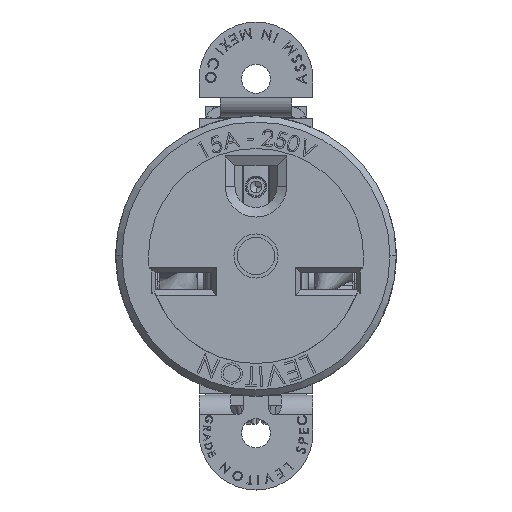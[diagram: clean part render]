
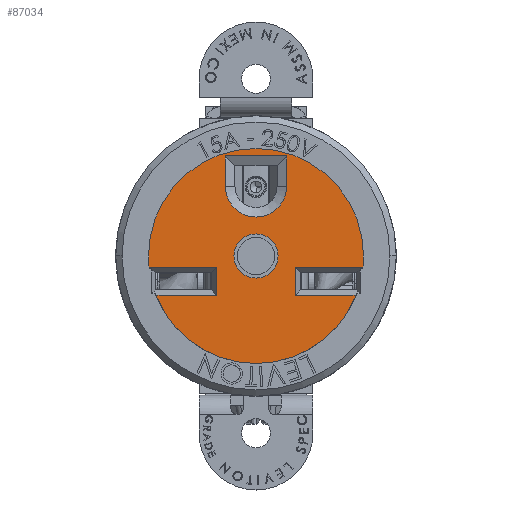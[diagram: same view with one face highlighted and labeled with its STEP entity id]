
A CAD part, top view. The second image highlights one B-rep face of the part: STEP entity #87034.
In plain terms, the highlighted planar face has unit normal (0, 0, 1).
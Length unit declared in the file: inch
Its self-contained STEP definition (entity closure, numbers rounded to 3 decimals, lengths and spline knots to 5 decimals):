
#308 = ORIENTED_EDGE ( 'NONE', *, *, #72911, .T. ) ;
#807 = DIRECTION ( 'NONE',  ( 1., 0., 0. ) ) ;
#1198 = CARTESIAN_POINT ( 'NONE',  ( 0.28498, 1.14143, 2.09932 ) ) ;
#1449 = DIRECTION ( 'NONE',  ( 0., 0., 1. ) ) ;
#1920 = VECTOR ( 'NONE', #38767, 39.37008 ) ;
#2551 = DIRECTION ( 'NONE',  ( 1., 0., 0. ) ) ;
#3242 = DIRECTION ( 'NONE',  ( -1., 0., 0. ) ) ;
#3417 = CARTESIAN_POINT ( 'NONE',  ( 0.54498, 0.79843, 2.09932 ) ) ;
#4437 = ORIENTED_EDGE ( 'NONE', *, *, #20291, .T. ) ;
#7446 = LINE ( 'NONE', #91351, #41375 ) ;
#7628 = CARTESIAN_POINT ( 'NONE',  ( 0.24162, 0.63093, 2.09932 ) ) ;
#8211 = EDGE_CURVE ( 'NONE', #14638, #42044, #7446, .T. ) ;
#8962 = ORIENTED_EDGE ( 'NONE', *, *, #41538, .T. ) ;
#11429 = EDGE_CURVE ( 'NONE', #43976, #66020, #29600, .T. ) ;
#11534 = ORIENTED_EDGE ( 'NONE', *, *, #45639, .T. ) ;
#12591 = DIRECTION ( 'NONE',  ( -1., 0., 0. ) ) ;
#13288 = EDGE_CURVE ( 'NONE', #42044, #108125, #104135, .T. ) ;
#14638 = VERTEX_POINT ( 'NONE', #99448 ) ;
#15271 = CARTESIAN_POINT ( 'NONE',  ( 0.32698, 0.79843, 2.09932 ) ) ;
#16610 = EDGE_CURVE ( 'NONE', #73467, #53929, #72917, .T. ) ;
#16857 = VECTOR ( 'NONE', #25148, 39.37008 ) ;
#17989 = VERTEX_POINT ( 'NONE', #18507 ) ;
#18507 = CARTESIAN_POINT ( 'NONE',  ( 0.96409, 0.74307, 2.09932 ) ) ;
#19164 = VECTOR ( 'NONE', #12591, 39.37008 ) ;
#19391 = DIRECTION ( 'NONE',  ( 0., 0., 1. ) ) ;
#19879 = CIRCLE ( 'NONE', #66154, 0.531 ) ;
#20291 = EDGE_CURVE ( 'NONE', #42582, #14638, #48941, .T. ) ;
#21098 = EDGE_CURVE ( 'NONE', #41628, #78794, #101954, .T. ) ;
#22165 = VERTEX_POINT ( 'NONE', #30169 ) ;
#22668 = CARTESIAN_POINT ( 'NONE',  ( -0.09212, 0.74307, 2.09932 ) ) ;
#24160 = CARTESIAN_POINT ( 'NONE',  ( 0.58698, 1.14143, 2.09932 ) ) ;
#24272 = AXIS2_PLACEMENT_3D ( 'NONE', #68646, #76276, #43744 ) ;
#24929 = CARTESIAN_POINT ( 'NONE',  ( 0.21448, 0.74307, 2.09932 ) ) ;
#25148 = DIRECTION ( 'NONE',  ( 0., -1., 0. ) ) ;
#25169 = DIRECTION ( 'NONE',  ( 0., 0., 1. ) ) ;
#26015 = ORIENTED_EDGE ( 'NONE', *, *, #16610, .F. ) ;
#26282 = CIRCLE ( 'NONE', #65026, 0.109 ) ;
#27739 = AXIS2_PLACEMENT_3D ( 'NONE', #33403, #69472, #45315 ) ;
#28011 = ORIENTED_EDGE ( 'NONE', *, *, #54034, .T. ) ;
#28150 = EDGE_CURVE ( 'NONE', #53929, #73467, #26282, .T. ) ;
#28331 = LINE ( 'NONE', #55719, #19164 ) ;
#28691 = CARTESIAN_POINT ( 'NONE',  ( 0.63035, 0.60379, 2.09932 ) ) ;
#28899 = CARTESIAN_POINT ( 'NONE',  ( 0.43598, 0.79843, 2.09932 ) ) ;
#29313 = AXIS2_PLACEMENT_3D ( 'NONE', #38656, #81016, #96238 ) ;
#29600 = CIRCLE ( 'NONE', #80677, 0.531 ) ;
#30169 = CARTESIAN_POINT ( 'NONE',  ( 0.24162, 0.74307, 2.09932 ) ) ;
#30183 = VECTOR ( 'NONE', #807, 39.37008 ) ;
#33403 = CARTESIAN_POINT ( 'NONE',  ( 0.43598, 0.79843, 2.09932 ) ) ;
#34627 = CARTESIAN_POINT ( 'NONE',  ( 0.43598, 0.79843, 2.09932 ) ) ;
#36552 = DIRECTION ( 'NONE',  ( 1., 0., 0. ) ) ;
#36991 = DIRECTION ( 'NONE',  ( 0., 0., 1. ) ) ;
#37526 = VERTEX_POINT ( 'NONE', #102131 ) ;
#38656 = CARTESIAN_POINT ( 'NONE',  ( 0.43598, 0.79843, 2.09932 ) ) ;
#38767 = DIRECTION ( 'NONE',  ( 0., 1., 0. ) ) ;
#39138 = ORIENTED_EDGE ( 'NONE', *, *, #42243, .T. ) ;
#40456 = ORIENTED_EDGE ( 'NONE', *, *, #21098, .T. ) ;
#40821 = LINE ( 'NONE', #101546, #60484 ) ;
#41375 = VECTOR ( 'NONE', #41385, 39.37008 ) ;
#41385 = DIRECTION ( 'NONE',  ( 1., 0., 0. ) ) ;
#41538 = EDGE_CURVE ( 'NONE', #56351, #17989, #78586, .T. ) ;
#41628 = VERTEX_POINT ( 'NONE', #53781 ) ;
#42044 = VERTEX_POINT ( 'NONE', #75203 ) ;
#42243 = EDGE_CURVE ( 'NONE', #108125, #42582, #49599, .T. ) ;
#42582 = VERTEX_POINT ( 'NONE', #1198 ) ;
#43744 = DIRECTION ( 'NONE',  ( 1., 0., 0. ) ) ;
#43976 = VERTEX_POINT ( 'NONE', #68481 ) ;
#45315 = DIRECTION ( 'NONE',  ( 1., 0., 0. ) ) ;
#45639 = EDGE_CURVE ( 'NONE', #76575, #22165, #49200, .T. ) ;
#45814 = CARTESIAN_POINT ( 'NONE',  ( 0.58698, 1.14143, 2.09932 ) ) ;
#45973 = CARTESIAN_POINT ( 'NONE',  ( 0.63035, 0.74307, 2.09932 ) ) ;
#46047 = EDGE_LOOP ( 'NONE', ( #26015, #62605 ) ) ;
#46643 = FACE_BOUND ( 'NONE', #46047, .T. ) ;
#48941 = LINE ( 'NONE', #88733, #1920 ) ;
#49200 = LINE ( 'NONE', #24929, #81819 ) ;
#49599 = CIRCLE ( 'NONE', #24272, 0.151 ) ;
#50871 = CARTESIAN_POINT ( 'NONE',  ( 0.93248, 0.74307, 2.09932 ) ) ;
#53287 = CARTESIAN_POINT ( 'NONE',  ( 0.65748, 0.60379, 2.09932 ) ) ;
#53781 = CARTESIAN_POINT ( 'NONE',  ( 0.93002, 0.60379, 2.09932 ) ) ;
#53929 = VERTEX_POINT ( 'NONE', #15271 ) ;
#54034 = EDGE_CURVE ( 'NONE', #22165, #88357, #88687, .T. ) ;
#54068 = DIRECTION ( 'NONE',  ( 1., 0., 0. ) ) ;
#54592 = CARTESIAN_POINT ( 'NONE',  ( 0.43598, 0.79843, 2.09932 ) ) ;
#55289 = ORIENTED_EDGE ( 'NONE', *, *, #13288, .T. ) ;
#55719 = CARTESIAN_POINT ( 'NONE',  ( -0.06052, 0.60379, 2.09932 ) ) ;
#55833 = EDGE_CURVE ( 'NONE', #37526, #41628, #68562, .T. ) ;
#56351 = VERTEX_POINT ( 'NONE', #45973 ) ;
#58452 = CARTESIAN_POINT ( 'NONE',  ( 0.43598, 0.79843, 2.09932 ) ) ;
#59088 = EDGE_LOOP ( 'NONE', ( #8962, #88186, #104689, #85643, #11534, #28011, #308, #59425, #40456, #91375 ) ) ;
#59425 = ORIENTED_EDGE ( 'NONE', *, *, #55833, .T. ) ;
#59884 = PLANE ( 'NONE',  #92746 ) ;
#59995 = EDGE_CURVE ( 'NONE', #66020, #76575, #19879, .T. ) ;
#60484 = VECTOR ( 'NONE', #93582, 39.37008 ) ;
#62605 = ORIENTED_EDGE ( 'NONE', *, *, #28150, .F. ) ;
#64004 = CARTESIAN_POINT ( 'NONE',  ( 0.24162, 0.60379, 2.09932 ) ) ;
#65026 = AXIS2_PLACEMENT_3D ( 'NONE', #58452, #25169, #99519 ) ;
#65346 = EDGE_CURVE ( 'NONE', #78794, #56351, #40821, .T. ) ;
#66020 = VERTEX_POINT ( 'NONE', #101207 ) ;
#66154 = AXIS2_PLACEMENT_3D ( 'NONE', #28899, #103948, #36552 ) ;
#68481 = CARTESIAN_POINT ( 'NONE',  ( 0.96698, 0.79843, 2.09932 ) ) ;
#68562 = CIRCLE ( 'NONE', #107513, 0.531 ) ;
#68646 = CARTESIAN_POINT ( 'NONE',  ( 0.43598, 1.14143, 2.09932 ) ) ;
#68914 = FACE_BOUND ( 'NONE', #75149, .T. ) ;
#69472 = DIRECTION ( 'NONE',  ( 0., 0., 1. ) ) ;
#70307 = DIRECTION ( 'NONE',  ( 1., 0., 0. ) ) ;
#72911 = EDGE_CURVE ( 'NONE', #88357, #37526, #28331, .T. ) ;
#72917 = CIRCLE ( 'NONE', #29313, 0.109 ) ;
#73467 = VERTEX_POINT ( 'NONE', #3417 ) ;
#74288 = DIRECTION ( 'NONE',  ( 1., 0., 0. ) ) ;
#75149 = EDGE_LOOP ( 'NONE', ( #4437, #89325, #55289, #39138 ) ) ;
#75203 = CARTESIAN_POINT ( 'NONE',  ( 0.58698, 1.29243, 2.09932 ) ) ;
#76276 = DIRECTION ( 'NONE',  ( 0., 0., -1. ) ) ;
#76575 = VERTEX_POINT ( 'NONE', #22668 ) ;
#78586 = LINE ( 'NONE', #50871, #30183 ) ;
#78794 = VERTEX_POINT ( 'NONE', #28691 ) ;
#80677 = AXIS2_PLACEMENT_3D ( 'NONE', #54592, #36991, #70307 ) ;
#81016 = DIRECTION ( 'NONE',  ( 0., 0., 1. ) ) ;
#81149 = VECTOR ( 'NONE', #3242, 39.37008 ) ;
#81819 = VECTOR ( 'NONE', #74288, 39.37008 ) ;
#81895 = CARTESIAN_POINT ( 'NONE',  ( 0.43598, 0.79843, 2.09932 ) ) ;
#85643 = ORIENTED_EDGE ( 'NONE', *, *, #59995, .T. ) ;
#87034 = ADVANCED_FACE ( 'NONE', ( #90959, #68914, #46643 ), #59884, .T. ) ;
#88186 = ORIENTED_EDGE ( 'NONE', *, *, #99650, .T. ) ;
#88357 = VERTEX_POINT ( 'NONE', #64004 ) ;
#88502 = VECTOR ( 'NONE', #104409, 39.37008 ) ;
#88687 = LINE ( 'NONE', #7628, #16857 ) ;
#88733 = CARTESIAN_POINT ( 'NONE',  ( 0.28498, 1.24543, 2.09932 ) ) ;
#89325 = ORIENTED_EDGE ( 'NONE', *, *, #8211, .T. ) ;
#90959 = FACE_OUTER_BOUND ( 'NONE', #59088, .T. ) ;
#91351 = CARTESIAN_POINT ( 'NONE',  ( 0.53998, 1.29243, 2.09932 ) ) ;
#91375 = ORIENTED_EDGE ( 'NONE', *, *, #65346, .T. ) ;
#92746 = AXIS2_PLACEMENT_3D ( 'NONE', #34627, #1449, #2551 ) ;
#93582 = DIRECTION ( 'NONE',  ( 0., 1., 0. ) ) ;
#96238 = DIRECTION ( 'NONE',  ( 1., 0., 0. ) ) ;
#99448 = CARTESIAN_POINT ( 'NONE',  ( 0.28498, 1.29243, 2.09932 ) ) ;
#99519 = DIRECTION ( 'NONE',  ( 1., 0., 0. ) ) ;
#99650 = EDGE_CURVE ( 'NONE', #17989, #43976, #102164, .T. ) ;
#101207 = CARTESIAN_POINT ( 'NONE',  ( -0.09502, 0.79843, 2.09932 ) ) ;
#101546 = CARTESIAN_POINT ( 'NONE',  ( 0.63035, 0.71593, 2.09932 ) ) ;
#101954 = LINE ( 'NONE', #53287, #81149 ) ;
#102131 = CARTESIAN_POINT ( 'NONE',  ( -0.05806, 0.60379, 2.09932 ) ) ;
#102164 = CIRCLE ( 'NONE', #27739, 0.531 ) ;
#103948 = DIRECTION ( 'NONE',  ( 0., 0., 1. ) ) ;
#104135 = LINE ( 'NONE', #45814, #88502 ) ;
#104409 = DIRECTION ( 'NONE',  ( 0., -1., 0. ) ) ;
#104689 = ORIENTED_EDGE ( 'NONE', *, *, #11429, .T. ) ;
#107513 = AXIS2_PLACEMENT_3D ( 'NONE', #81895, #19391, #54068 ) ;
#108125 = VERTEX_POINT ( 'NONE', #24160 ) ;
